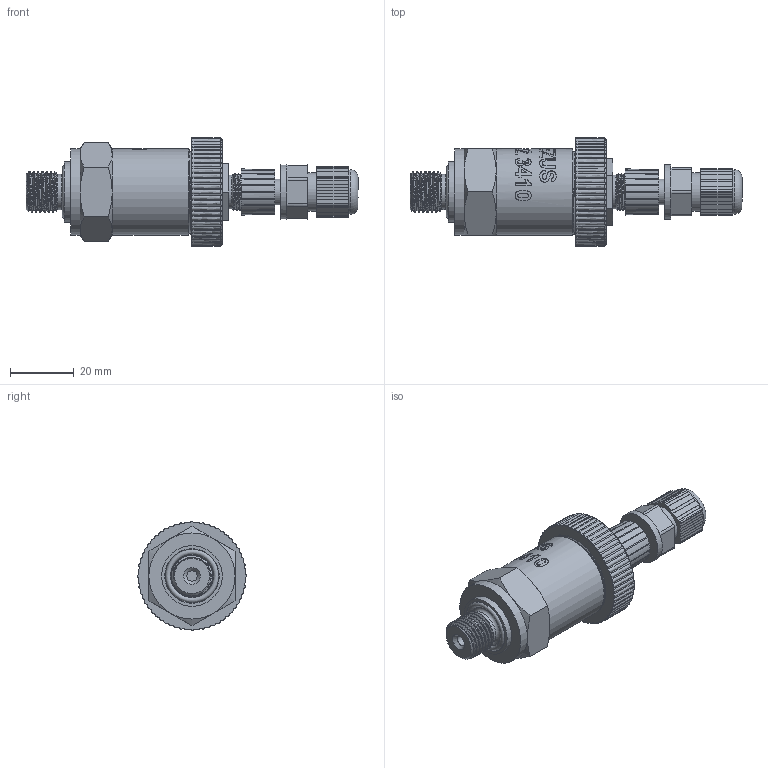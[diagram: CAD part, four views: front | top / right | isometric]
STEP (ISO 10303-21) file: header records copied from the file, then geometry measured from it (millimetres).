
FILE_DESCRIPTION(/* description */ (''),/* implementation_level */ '2;1');
FILE_NAME(/* name */ 'APZ3410_5_M12x1-straight.step',/* time_stamp */ '2021-06-17T12:46:22+03:00',/* author */ (''),/* organization */ (''),/* preprocessor_version */ 'ST-DEVELOPER v18.1',/* originating_system */ 'Autodesk Translation Framework v10.9.0.1377',/* authorisation */ '');
FILE_SCHEMA (('AUTOMOTIVE_DESIGN { 1 0 10303 214 3 1 1 }'));
Products named in the file (6): APZ3410_x_y; OMAL nut M27x1.5 v8; M12x1 male v16; Ш100.000.002 v4; M12x1 female straight v9; G 1/4 DIN
Assembly tree (5 placements, depth 2):
  APZ3410_x_y
    OMAL nut M27x1.5 v8
    M12x1 male v16
    Ш100.000.002 v4
    M12x1 female straight v9
    G 1/4 DIN
Bounding box: 104.05 x 34 x 34 mm (x, y, z)
Volume: 40110.1 mm3; surface area: 18037.2 mm2
Topology: 17 solids, 17 shells, 917 faces, 2543 edges, 1701 vertices
Faces by surface type: bspline 454, plane 262, cylinder 141, cone 49, torus 11
Full cylindrical faces by diameter (mm): 1 x12, 1.5 x4, 3.3 x1, 7.3 x1, 8 x3, 8.2 x1, 10.293 x1, 10.6 x2, 10.741 x6, 11 x1, 11.445 x6, 11.884 x5, 12 x1, 13.5 x1, 14 x2, 14.137 x4, 14.526 x3, 15.85 x3, 16.203 x3, 16.7 x1, 17 x1, 19 x1, 21.4 x2, 22.3 x1, 24.5 x1, 25.132 x4, 25.526 x4, 26.85 x3, 27 x2, 27.208 x5
Entity records: 53715 total; most frequent: CARTESIAN_POINT 33714, ORIENTED_EDGE 5086, EDGE_CURVE 2543, DIRECTION 2521, VERTEX_POINT 1701, B_SPLINE_CURVE_WITH_KNOTS 1199, EDGE_LOOP 976, LINE 947
